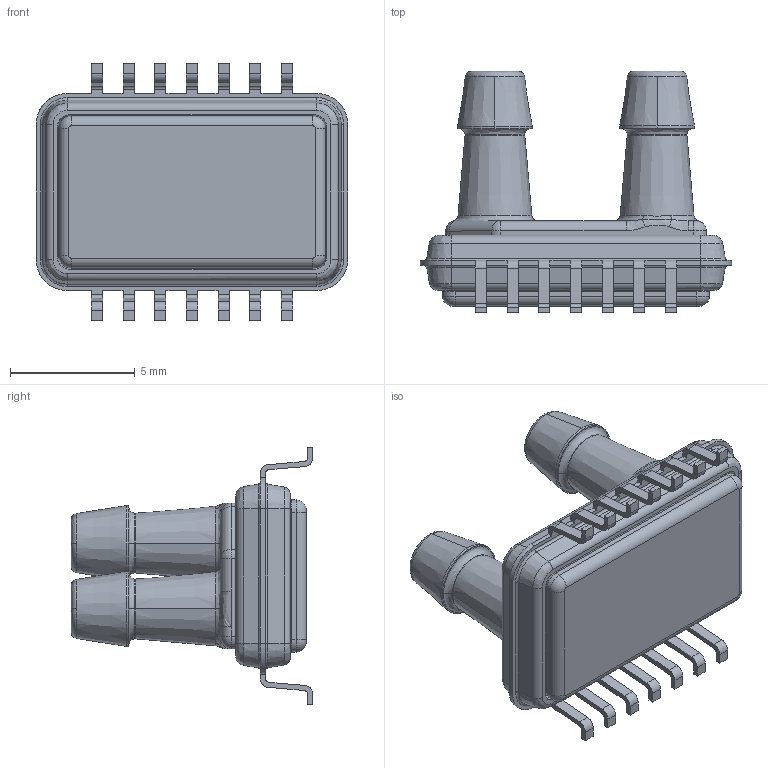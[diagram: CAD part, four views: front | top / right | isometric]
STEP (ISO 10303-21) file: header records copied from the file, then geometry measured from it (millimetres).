
FILE_DESCRIPTION (( 'STEP AP214' ), '1' );
FILE_NAME ('MS5525DSO.STEP', '2022-01-15T05:57:27', ( '' ), ( '' ), 'SwSTEP 2.0', 'SolidWorks 2016', '' );
FILE_SCHEMA (( 'AUTOMOTIVE_DESIGN' ));
Length unit declared in the file: millimetre
Products named in the file (2): MS5525DSO
Bounding box: 12.5 x 9.68 x 10.32 mm (x, y, z)
Volume: 326.2 mm3; surface area: 475.6 mm2
Topology: 1 solids, 1 shells, 405 faces, 1088 edges, 694 vertices
Faces by surface type: plane 194, cylinder 114, bspline 58, cone 30, torus 9
Entity records: 16790 total; most frequent: CARTESIAN_POINT 5450, ORIENTED_EDGE 2176, DIRECTION 1603, EDGE_CURVE 1088, VERTEX_POINT 694, VECTOR 607, LINE 607, AXIS2_PLACEMENT_3D 498
